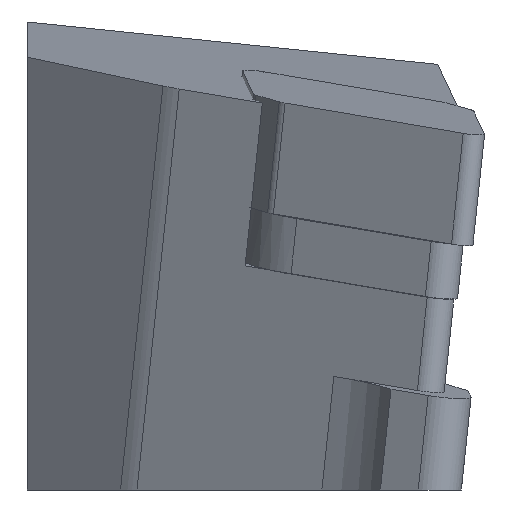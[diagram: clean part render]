
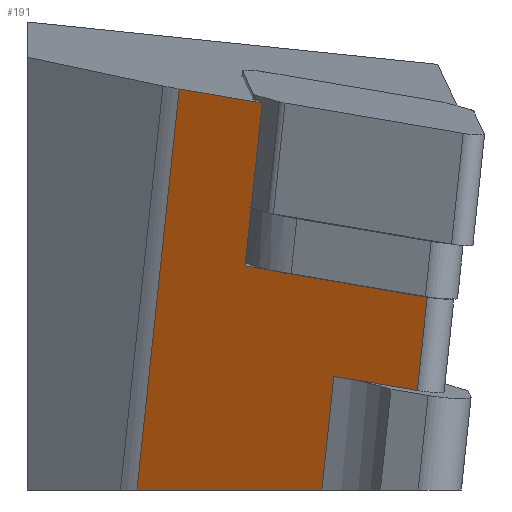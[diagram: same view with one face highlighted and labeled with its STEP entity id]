
A CAD part, left-side view. The second image highlights one B-rep face of the part: STEP entity #191.
In plain terms, the highlighted planar face has unit normal (-0.849, 0.527, -0.034).
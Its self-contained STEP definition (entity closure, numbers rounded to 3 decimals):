
#191=ADVANCED_FACE('',(#277),#238,.F.);
#238=PLANE('',#1121);
#277=FACE_OUTER_BOUND('',#328,.T.);
#328=EDGE_LOOP('',(#515,#516,#517,#518,#519,#520,#521,#522,#523));
#515=ORIENTED_EDGE('',*,*,#823,.T.);
#516=ORIENTED_EDGE('',*,*,#743,.T.);
#517=ORIENTED_EDGE('',*,*,#753,.F.);
#518=ORIENTED_EDGE('',*,*,#816,.T.);
#519=ORIENTED_EDGE('',*,*,#822,.T.);
#520=ORIENTED_EDGE('',*,*,#807,.T.);
#521=ORIENTED_EDGE('',*,*,#776,.T.);
#522=ORIENTED_EDGE('',*,*,#824,.T.);
#523=ORIENTED_EDGE('',*,*,#825,.F.);
#654=VERTEX_POINT('',#1445);
#655=VERTEX_POINT('',#1446);
#664=VERTEX_POINT('',#1466);
#680=VERTEX_POINT('',#1513);
#681=VERTEX_POINT('',#1514);
#703=VERTEX_POINT('',#1575);
#706=VERTEX_POINT('',#1590);
#709=VERTEX_POINT('',#1605);
#710=VERTEX_POINT('',#1607);
#743=EDGE_CURVE('',#654,#655,#879,.T.);
#753=EDGE_CURVE('',#664,#655,#887,.T.);
#776=EDGE_CURVE('',#680,#681,#905,.T.);
#807=EDGE_CURVE('',#703,#680,#932,.T.);
#816=EDGE_CURVE('',#664,#706,#938,.T.);
#822=EDGE_CURVE('',#706,#703,#944,.T.);
#823=EDGE_CURVE('',#709,#654,#945,.T.);
#824=EDGE_CURVE('',#681,#710,#946,.T.);
#825=EDGE_CURVE('',#709,#710,#947,.T.);
#879=LINE('',#1444,#980);
#887=LINE('',#1467,#988);
#905=LINE('',#1512,#1006);
#932=LINE('',#1574,#1033);
#938=LINE('',#1591,#1039);
#944=LINE('',#1602,#1045);
#945=LINE('',#1604,#1046);
#946=LINE('',#1606,#1047);
#947=LINE('',#1608,#1048);
#980=VECTOR('',#1170,1.);
#988=VECTOR('',#1186,1.);
#1006=VECTOR('',#1228,1.);
#1033=VECTOR('',#1279,1.);
#1039=VECTOR('',#1299,1.);
#1045=VECTOR('',#1311,1.);
#1046=VECTOR('',#1314,1.);
#1047=VECTOR('',#1315,1.);
#1048=VECTOR('',#1316,1.);
#1121=AXIS2_PLACEMENT_3D('',#1609,#1317,#1318);
#1170=DIRECTION('',(0.518,0.843,0.143));
#1186=DIRECTION('',(0.105,0.104,-0.989));
#1228=DIRECTION('',(-0.105,-0.104,0.989));
#1279=DIRECTION('',(-0.527,-0.85,0.));
#1299=DIRECTION('',(0.518,0.843,0.143));
#1311=DIRECTION('',(0.105,0.104,-0.989));
#1314=DIRECTION('',(0.518,0.843,0.143));
#1315=DIRECTION('',(-0.518,-0.843,-0.143));
#1316=DIRECTION('',(0.105,0.104,-0.989));
#1317=DIRECTION('',(0.849,-0.527,0.034));
#1318=DIRECTION('',(0.527,0.85,0.));
#1444=CARTESIAN_POINT('',(12.429,18.366,-6.492));
#1445=CARTESIAN_POINT('',(8.663,12.232,-7.535));
#1446=CARTESIAN_POINT('',(9.537,13.655,-7.293));
#1466=CARTESIAN_POINT('',(8.562,12.686,1.935));
#1467=CARTESIAN_POINT('',(-9.791,-5.567,175.594));
#1512=CARTESIAN_POINT('',(-13.221,-11.154,174.644));
#1513=CARTESIAN_POINT('',(7.35,9.304,-20.));
#1514=CARTESIAN_POINT('',(6.668,8.626,-13.554));
#1574=CARTESIAN_POINT('',(1.136,-0.705,-20.));
#1575=CARTESIAN_POINT('',(13.856,19.786,-20.));
#1590=CARTESIAN_POINT('',(11.453,17.397,2.736));
#1591=CARTESIAN_POINT('',(0.583,-0.311,-0.274));
#1602=CARTESIAN_POINT('',(-6.899,-0.856,176.395));
#1604=CARTESIAN_POINT('',(12.429,18.366,-6.492));
#1605=CARTESIAN_POINT('',(3.2,3.332,-9.048));
#1606=CARTESIAN_POINT('',(12.99,18.925,-11.804));
#1607=CARTESIAN_POINT('',(3.761,3.89,-14.359));
#1608=CARTESIAN_POINT('',(-16.129,-15.89,173.839));
#1609=CARTESIAN_POINT('',(-6.899,-0.856,176.395));
